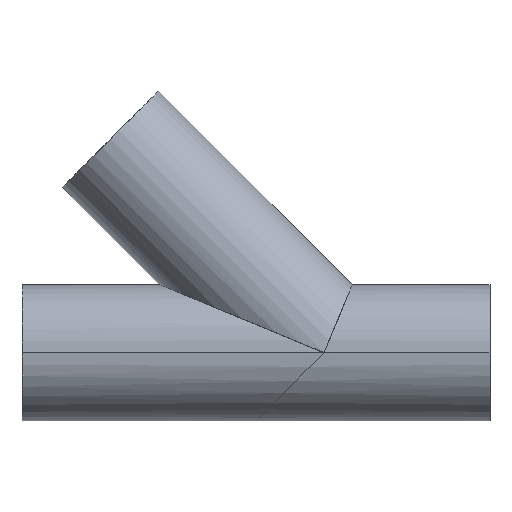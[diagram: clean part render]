
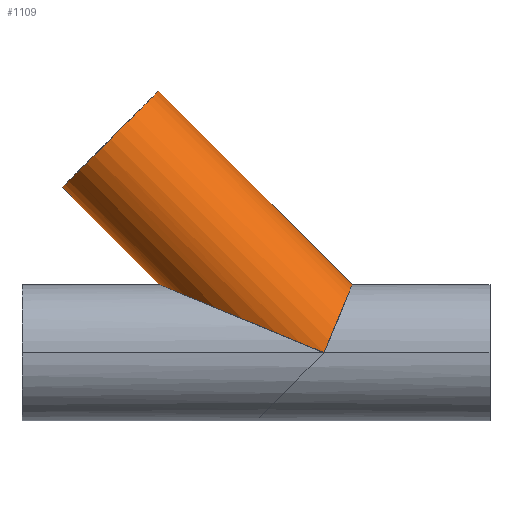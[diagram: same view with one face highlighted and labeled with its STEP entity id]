
A CAD part, top view. The second image highlights one B-rep face of the part: STEP entity #1109.
In plain terms, the highlighted cylindrical face has radius 80.01 mm (diameter 160.02 mm), a partial arc.
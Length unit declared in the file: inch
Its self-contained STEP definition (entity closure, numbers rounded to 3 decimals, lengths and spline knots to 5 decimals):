
#111 = CARTESIAN_POINT ( 'NONE',  ( 7.56766, 1.84523, 3.15 ) ) ;
#149 = ORIENTED_EDGE ( 'NONE', *, *, #282, .T. ) ;
#197 = CYLINDRICAL_SURFACE ( 'NONE', #2091, 3.15 ) ;
#259 =( BOUNDED_CURVE ( )  B_SPLINE_CURVE ( 3, ( #2555, #3496, #3188, #1299 ),
 .UNSPECIFIED., .F., .F. ) 
 B_SPLINE_CURVE_WITH_KNOTS ( ( 4, 4 ),
 ( 1.5708, 3.14159 ),
 .UNSPECIFIED. ) 
 CURVE ( )  GEOMETRIC_REPRESENTATION_ITEM ( )  RATIONAL_B_SPLINE_CURVE ( ( 1., 0.805, 0.805, 1. ) ) 
 REPRESENTATION_ITEM ( '' )  );
#282 = EDGE_CURVE ( 'NONE', #2361, #2090, #1434, .T. ) ;
#331 = CARTESIAN_POINT ( 'NONE',  ( 4.41766, 3.15, 0. ) ) ;
#335 = VECTOR ( 'NONE', #1298, 39.37008 ) ;
#364 = EDGE_CURVE ( 'NONE', #418, #1176, #3806, .T. ) ;
#418 = VERTEX_POINT ( 'NONE', #2785 ) ;
#435 = EDGE_CURVE ( 'NONE', #1176, #1381, #1092, .T. ) ;
#619 = CARTESIAN_POINT ( 'NONE',  ( 2.13965, 9.88279, 0. ) ) ;
#624 = CARTESIAN_POINT ( 'NONE',  ( 4.36703, 12.11018, 0. ) ) ;
#956 = CARTESIAN_POINT ( 'NONE',  ( -0.08774, 7.65541, 0. ) ) ;
#1075 = ORIENTED_EDGE ( 'NONE', *, *, #364, .F. ) ;
#1092 = LINE ( 'NONE', #624, #1945 ) ;
#1109 = ADVANCED_FACE ( 'NONE', ( #3693 ), #197, .T. ) ;
#1176 = VERTEX_POINT ( 'NONE', #2486 ) ;
#1223 = DIRECTION ( 'NONE',  ( -0.707, 0.707, 0. ) ) ;
#1286 = CARTESIAN_POINT ( 'NONE',  ( 2.13965, 9.88279, 0. ) ) ;
#1298 = DIRECTION ( 'NONE',  ( 0.707, -0.707, 0. ) ) ;
#1299 = CARTESIAN_POINT ( 'NONE',  ( 13.32721, 3.15, 0. ) ) ;
#1381 = VERTEX_POINT ( 'NONE', #1672 ) ;
#1434 =( BOUNDED_CURVE ( )  B_SPLINE_CURVE ( 3, ( #3984, #2732, #111, #2678 ),
 .UNSPECIFIED., .F., .T. ) 
 B_SPLINE_CURVE_WITH_KNOTS ( ( 4, 4 ),
 ( 0., 1.5708 ),
 .UNSPECIFIED. ) 
 CURVE ( )  GEOMETRIC_REPRESENTATION_ITEM ( )  RATIONAL_B_SPLINE_CURVE ( ( 1., 0.805, 0.805, 1. ) ) 
 REPRESENTATION_ITEM ( '' )  );
#1441 = CARTESIAN_POINT ( 'NONE',  ( 12.02244, 0., 3.15 ) ) ;
#1672 = CARTESIAN_POINT ( 'NONE',  ( 13.32721, 3.15, 0. ) ) ;
#1943 = ORIENTED_EDGE ( 'NONE', *, *, #435, .F. ) ;
#1945 = VECTOR ( 'NONE', #4029, 39.37008 ) ;
#2052 = LINE ( 'NONE', #956, #335 ) ;
#2090 = VERTEX_POINT ( 'NONE', #1441 ) ;
#2091 = AXIS2_PLACEMENT_3D ( 'NONE', #619, #3071, #2497 ) ;
#2175 = ORIENTED_EDGE ( 'NONE', *, *, #3695, .T. ) ;
#2351 = EDGE_CURVE ( 'NONE', #418, #2361, #2052, .T. ) ;
#2361 = VERTEX_POINT ( 'NONE', #331 ) ;
#2486 = CARTESIAN_POINT ( 'NONE',  ( 4.36703, 12.11018, 0. ) ) ;
#2497 = DIRECTION ( 'NONE',  ( 0.707, 0.707, 0. ) ) ;
#2555 = CARTESIAN_POINT ( 'NONE',  ( 12.02244, 0., 3.15 ) ) ;
#2678 = CARTESIAN_POINT ( 'NONE',  ( 12.02244, 0., 3.15 ) ) ;
#2732 = CARTESIAN_POINT ( 'NONE',  ( 4.41766, 3.15, 1.84523 ) ) ;
#2785 = CARTESIAN_POINT ( 'NONE',  ( -0.08774, 7.65541, 0. ) ) ;
#3000 = ORIENTED_EDGE ( 'NONE', *, *, #2351, .T. ) ;
#3071 = DIRECTION ( 'NONE',  ( 0.707, -0.707, 0. ) ) ;
#3188 = CARTESIAN_POINT ( 'NONE',  ( 13.32721, 3.15, 1.84523 ) ) ;
#3354 = DIRECTION ( 'NONE',  ( -0.707, -0.707, 0. ) ) ;
#3496 = CARTESIAN_POINT ( 'NONE',  ( 12.78676, 1.84523, 3.15 ) ) ;
#3693 = FACE_OUTER_BOUND ( 'NONE', #4026, .T. ) ;
#3695 = EDGE_CURVE ( 'NONE', #2090, #1381, #259, .T. ) ;
#3721 = AXIS2_PLACEMENT_3D ( 'NONE', #1286, #1223, #3354 ) ;
#3806 = CIRCLE ( 'NONE', #3721, 3.15 ) ;
#3984 = CARTESIAN_POINT ( 'NONE',  ( 4.41766, 3.15, 0. ) ) ;
#4026 = EDGE_LOOP ( 'NONE', ( #1075, #3000, #149, #2175, #1943 ) ) ;
#4029 = DIRECTION ( 'NONE',  ( 0.707, -0.707, 0. ) ) ;
